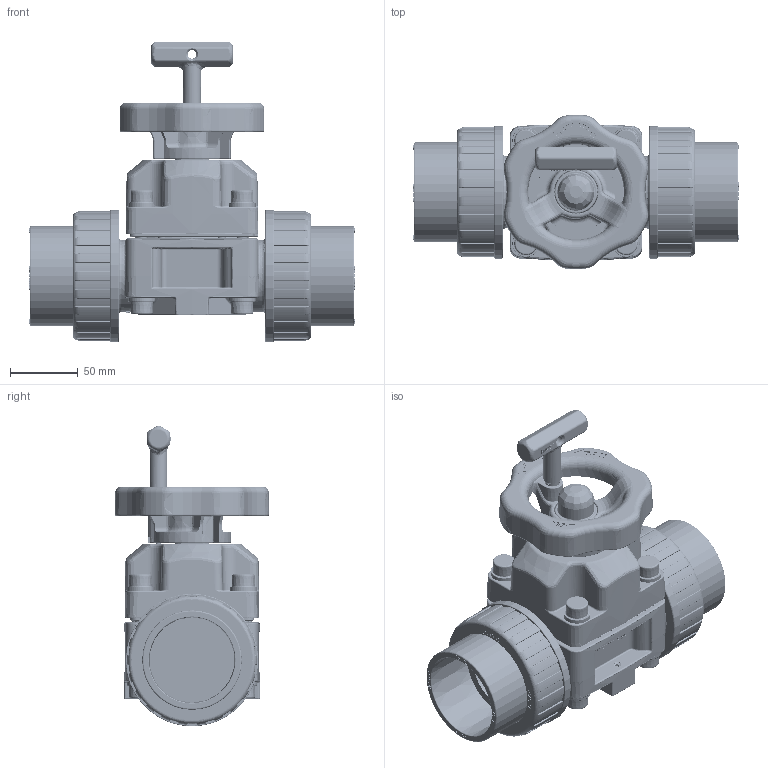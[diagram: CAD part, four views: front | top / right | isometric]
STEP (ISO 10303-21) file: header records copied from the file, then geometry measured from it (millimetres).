
FILE_DESCRIPTION(/* description */ (''),/* implementation_level */ '2;1');
FILE_NAME(/* name */ '63隔膜阀.stp',/* time_stamp */ '2024-10-08T10:22:30+08:00',/* author */ (''),/* organization */ (''),/* preprocessor_version */ 'ST-DEVELOPER v16',/* originating_system */ 'SIEMENS PLM Software NX 10.0',/* authorisation */ '');
FILE_SCHEMA (('AUTOMOTIVE_DESIGN { 1 0 10303 214 3 1 1 1 }'));
Length unit declared in the file: millimetre
Products named in the file (1): gelv0F8C99C70hfj
Bounding box: 240.2 x 113.96 x 221.91 mm (x, y, z)
Volume: 1033619.4 mm3; surface area: 419616.6 mm2
Topology: 43 solids, 44 shells, 8282 faces, 21594 edges, 13488 vertices
Faces by surface type: plane 4359, bspline 1676, cylinder 1118, torus 488, extrusion 234, sphere 203, cone 200, revolution 4
Full cylindrical faces by diameter (mm): 1.3 x2, 1.95 x2, 2 x2, 2.759 x1, 3 x2, 3.759 x1, 4.2 x1, 5 x14, 6 x4, 6.1 x1, 6.303 x1, 7 x4, 8 x8, 8.4 x8, 9 x12, 9.5 x1, 10.3 x1, 10.5 x1, 14 x8, 15 x9, 22.5 x1, 23.082 x1, 24.4 x1, 25 x1, 25.15 x1, 26.932 x1, 28 x1, 30.2 x1, 40 x2, 44 x1
Entity records: 363294 total; most frequent: CARTESIAN_POINT 175326, ORIENTED_EDGE 41234, DIRECTION 33428, EDGE_CURVE 20617, VERTEX_POINT 13212, VECTOR 11800, LINE 11566, AXIS2_PLACEMENT_3D 10812
